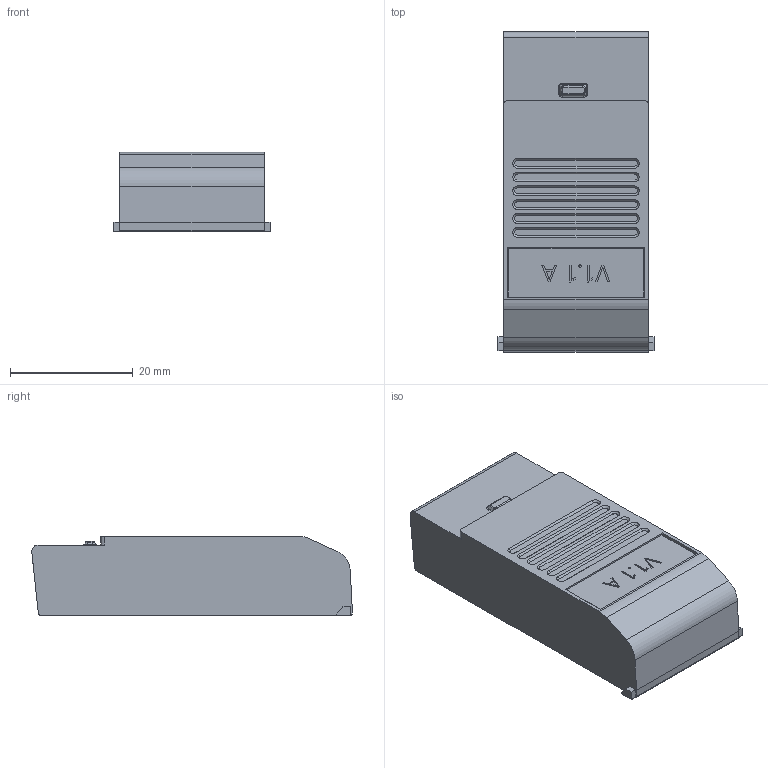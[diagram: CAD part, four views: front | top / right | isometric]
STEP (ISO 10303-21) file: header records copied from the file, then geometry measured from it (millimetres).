
FILE_DESCRIPTION((''),'2;1');
FILE_NAME('AS','2024-09-03T',(''),(''),'PRO/ENGINEER BY PARAMETRIC TECHNOLOGY CORPORATION, 2003250','PRO/ENGINEER BY PARAMETRIC TECHNOLOGY CORPORATION, 2003250','');
FILE_SCHEMA(('CONFIG_CONTROL_DESIGN'));
Length unit declared in the file: millimetre
Products named in the file (8): TOP-COVER_01; OUTER_01_-_CUSTOM_GRIPS; LABEL-WITH-DESIGN-VERSION_1; EPROM_2764; PCB_00; 901522116; ASSEMBLY_-_EEPROM_BOARD_CLASSIC_ASM; AS
Assembly tree (7 placements, depth 3):
  AS
    TOP-COVER_01
    OUTER_01_-_CUSTOM_GRIPS
    LABEL-WITH-DESIGN-VERSION_1
    ASSEMBLY_-_EEPROM_BOARD_CLASSIC_ASM
      EPROM_2764
      PCB_00
      901522116
Bounding box: 25.45 x 52.15 x 12.9 mm (x, y, z)
Volume: 8899.2 mm3; surface area: 14963.7 mm2
Topology: 7 solids, 7 shells, 1858 faces, 5045 edges, 3302 vertices
Faces by surface type: plane 1415, extrusion 207, cylinder 206, bspline 16, cone 12, torus 2
Entity records: 59365 total; most frequent: CARTESIAN_POINT 12607, ORIENTED_EDGE 10090, DIRECTION 8586, EDGE_CURVE 5045, VECTOR 4320, LINE 4113, VERTEX_POINT 3302, AXIS2_PLACEMENT_3D 2133
